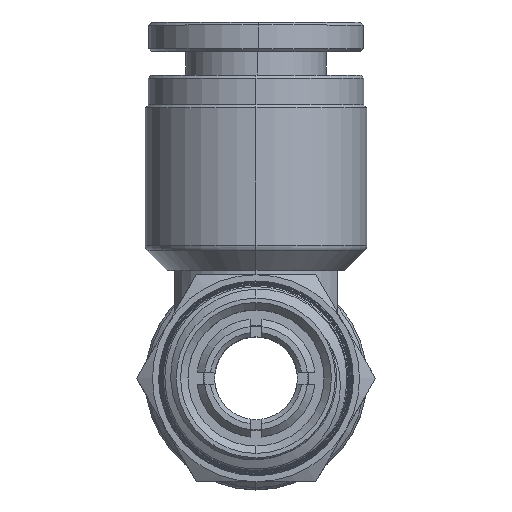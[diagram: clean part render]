
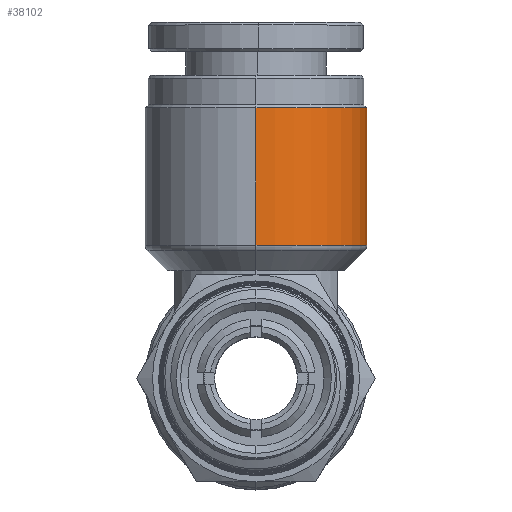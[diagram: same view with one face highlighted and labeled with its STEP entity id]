
A CAD part, top view. The second image highlights one B-rep face of the part: STEP entity #38102.
In plain terms, the highlighted cylindrical face has radius 7.5 mm (diameter 15 mm), a partial arc.
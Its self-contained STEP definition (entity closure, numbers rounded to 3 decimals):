
#321 = CARTESIAN_POINT ( 'NONE',  ( 0., 9.007, 0.2 ) ) ;
#592 = CARTESIAN_POINT ( 'NONE',  ( 0., 9.007, -14.8 ) ) ;
#1840 = VECTOR ( 'NONE', #19227, 1000. ) ;
#3073 = LINE ( 'NONE', #46019, #1840 ) ;
#3614 = DIRECTION ( 'NONE',  ( 0., -1., 0. ) ) ;
#4158 = CYLINDRICAL_SURFACE ( 'NONE', #29522, 7.5 ) ;
#4611 = LINE ( 'NONE', #33821, #13706 ) ;
#7717 = CARTESIAN_POINT ( 'NONE',  ( 0., 20.5, -7.3 ) ) ;
#7971 = EDGE_CURVE ( 'NONE', #34973, #28811, #9828, .T. ) ;
#9828 = CIRCLE ( 'NONE', #49444, 7.5 ) ;
#11593 = CARTESIAN_POINT ( 'NONE',  ( 0., 18.3, -14.8 ) ) ;
#11855 = DIRECTION ( 'NONE',  ( 0., -1., 0. ) ) ;
#13706 = VECTOR ( 'NONE', #37718, 1000. ) ;
#14299 = DIRECTION ( 'NONE',  ( 0., 1., 0. ) ) ;
#15730 = EDGE_CURVE ( 'NONE', #28811, #31180, #3073, .T. ) ;
#16883 = ORIENTED_EDGE ( 'NONE', *, *, #19895, .T. ) ;
#18550 = CIRCLE ( 'NONE', #49775, 7.5 ) ;
#19227 = DIRECTION ( 'NONE',  ( 0., -1., 0. ) ) ;
#19320 = ORIENTED_EDGE ( 'NONE', *, *, #30423, .F. ) ;
#19895 = EDGE_CURVE ( 'NONE', #31180, #24247, #18550, .T. ) ;
#21419 = EDGE_LOOP ( 'NONE', ( #47602, #40281, #16883, #19320 ) ) ;
#23099 = DIRECTION ( 'NONE',  ( 0., 0., -1. ) ) ;
#24247 = VERTEX_POINT ( 'NONE', #592 ) ;
#24912 = CARTESIAN_POINT ( 'NONE',  ( 0., 18.3, 0.2 ) ) ;
#28177 = FACE_OUTER_BOUND ( 'NONE', #21419, .T. ) ;
#28811 = VERTEX_POINT ( 'NONE', #24912 ) ;
#29522 = AXIS2_PLACEMENT_3D ( 'NONE', #7717, #3614, #23099 ) ;
#30423 = EDGE_CURVE ( 'NONE', #34973, #24247, #4611, .T. ) ;
#31180 = VERTEX_POINT ( 'NONE', #321 ) ;
#33821 = CARTESIAN_POINT ( 'NONE',  ( 0., 20.5, -14.8 ) ) ;
#34684 = CARTESIAN_POINT ( 'NONE',  ( 0., 18.3, -7.3 ) ) ;
#34973 = VERTEX_POINT ( 'NONE', #11593 ) ;
#37139 = CARTESIAN_POINT ( 'NONE',  ( 0., 9.007, -7.3 ) ) ;
#37718 = DIRECTION ( 'NONE',  ( 0., -1., 0. ) ) ;
#38102 = ADVANCED_FACE ( 'NONE', ( #28177 ), #4158, .T. ) ;
#38564 = DIRECTION ( 'NONE',  ( 0., 0., 1. ) ) ;
#40281 = ORIENTED_EDGE ( 'NONE', *, *, #15730, .T. ) ;
#41020 = DIRECTION ( 'NONE',  ( 0., 0., -1. ) ) ;
#46019 = CARTESIAN_POINT ( 'NONE',  ( 0., 20.5, 0.2 ) ) ;
#47602 = ORIENTED_EDGE ( 'NONE', *, *, #7971, .T. ) ;
#49444 = AXIS2_PLACEMENT_3D ( 'NONE', #34684, #11855, #38564 ) ;
#49775 = AXIS2_PLACEMENT_3D ( 'NONE', #37139, #14299, #41020 ) ;
